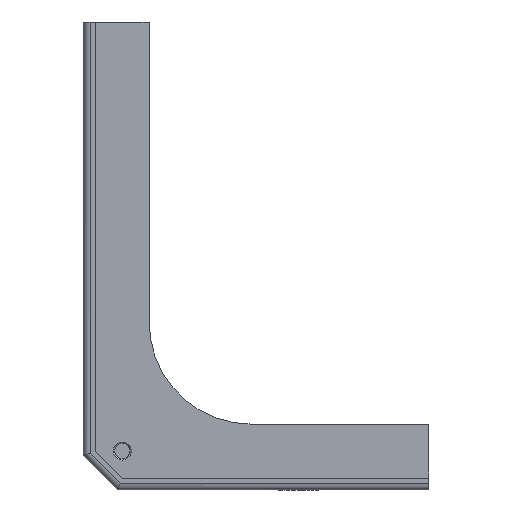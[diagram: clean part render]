
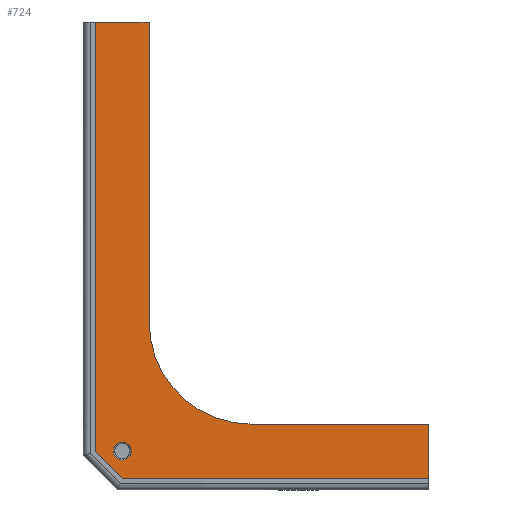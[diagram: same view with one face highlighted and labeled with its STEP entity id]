
A CAD part, left-side view. The second image highlights one B-rep face of the part: STEP entity #724.
In plain terms, the highlighted planar face has unit normal (-1, 0, 0).
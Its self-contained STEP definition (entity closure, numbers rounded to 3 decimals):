
#21=FACE_BOUND('',#125,.T.);
#40=PLANE('',#794);
#80=FACE_OUTER_BOUND('',#124,.T.);
#124=EDGE_LOOP('',(#643,#644,#645,#646,#647,#648,#649,#650));
#125=EDGE_LOOP('',(#651));
#145=CIRCLE('',#760,30.);
#160=CIRCLE('',#792,2.65);
#179=LINE('',#1065,#253);
#194=LINE('',#1103,#268);
#202=LINE('',#1122,#276);
#207=LINE('',#1144,#281);
#229=LINE('',#1208,#303);
#230=LINE('',#1210,#304);
#231=LINE('',#1211,#305);
#253=VECTOR('',#843,10.);
#268=VECTOR('',#880,10.);
#276=VECTOR('',#898,10.);
#281=VECTOR('',#921,10.);
#303=VECTOR('',#991,10.);
#304=VECTOR('',#992,10.);
#305=VECTOR('',#993,10.);
#328=VERTEX_POINT('',#1062);
#329=VERTEX_POINT('',#1064);
#340=VERTEX_POINT('',#1100);
#341=VERTEX_POINT('',#1102);
#346=VERTEX_POINT('',#1115);
#347=VERTEX_POINT('',#1117);
#371=VERTEX_POINT('',#1201);
#373=VERTEX_POINT('',#1207);
#374=VERTEX_POINT('',#1209);
#397=EDGE_CURVE('',#329,#328,#179,.T.);
#416=EDGE_CURVE('',#341,#340,#194,.T.);
#423=EDGE_CURVE('',#346,#347,#145,.T.);
#426=EDGE_CURVE('',#346,#341,#202,.T.);
#437=EDGE_CURVE('',#328,#347,#207,.T.);
#466=EDGE_CURVE('',#371,#371,#160,.T.);
#469=EDGE_CURVE('',#340,#373,#229,.T.);
#470=EDGE_CURVE('',#373,#374,#230,.T.);
#471=EDGE_CURVE('',#374,#329,#231,.T.);
#643=ORIENTED_EDGE('',*,*,#416,.T.);
#644=ORIENTED_EDGE('',*,*,#469,.T.);
#645=ORIENTED_EDGE('',*,*,#470,.T.);
#646=ORIENTED_EDGE('',*,*,#471,.T.);
#647=ORIENTED_EDGE('',*,*,#397,.T.);
#648=ORIENTED_EDGE('',*,*,#437,.T.);
#649=ORIENTED_EDGE('',*,*,#423,.F.);
#650=ORIENTED_EDGE('',*,*,#426,.T.);
#651=ORIENTED_EDGE('',*,*,#466,.F.);
#724=ADVANCED_FACE('',(#80,#21),#40,.T.);
#760=AXIS2_PLACEMENT_3D('',#1118,#892,#893);
#792=AXIS2_PLACEMENT_3D('',#1202,#984,#985);
#794=AXIS2_PLACEMENT_3D('',#1206,#989,#990);
#843=DIRECTION('',(0.,0.,1.));
#880=DIRECTION('',(0.,1.,0.));
#892=DIRECTION('center_axis',(-1.,0.,0.));
#893=DIRECTION('ref_axis',(0.,0.707,-0.707));
#898=DIRECTION('',(0.,0.,1.));
#921=DIRECTION('',(0.,1.,0.));
#984=DIRECTION('center_axis',(-1.,0.,0.));
#985=DIRECTION('ref_axis',(0.,0.,-1.));
#989=DIRECTION('center_axis',(-1.,0.,0.));
#990=DIRECTION('ref_axis',(0.,0.,1.));
#991=DIRECTION('',(0.,0.,-1.));
#992=DIRECTION('',(0.,-0.707,-0.707));
#993=DIRECTION('',(0.,-1.,0.));
#1062=CARTESIAN_POINT('',(395.603,601.592,19.363));
#1064=CARTESIAN_POINT('',(395.603,601.592,3.5));
#1065=CARTESIAN_POINT('',(395.603,601.592,98.581));
#1100=CARTESIAN_POINT('',(395.607,699.688,137.64));
#1102=CARTESIAN_POINT('',(395.606,683.826,137.64));
#1103=CARTESIAN_POINT('',(395.605,642.709,137.64));
#1115=CARTESIAN_POINT('',(395.606,683.826,49.363));
#1117=CARTESIAN_POINT('',(395.605,653.826,19.363));
#1118=CARTESIAN_POINT('Origin',(395.605,653.826,49.363));
#1122=CARTESIAN_POINT('',(395.606,683.826,19.363));
#1144=CARTESIAN_POINT('',(395.601,519.358,19.363));
#1201=CARTESIAN_POINT('',(395.606,691.738,14.1));
#1202=CARTESIAN_POINT('Origin',(395.606,691.738,11.45));
#1206=CARTESIAN_POINT('Origin',(395.603,601.592,177.8));
#1207=CARTESIAN_POINT('',(395.607,699.688,11.45));
#1208=CARTESIAN_POINT('',(395.607,699.688,94.625));
#1209=CARTESIAN_POINT('',(395.606,691.739,3.5));
#1210=CARTESIAN_POINT('',(395.607,712.777,24.538));
#1211=CARTESIAN_POINT('',(395.602,556.519,3.5));
